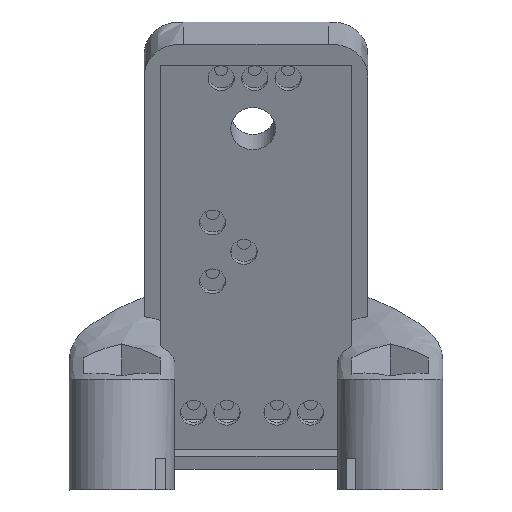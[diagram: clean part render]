
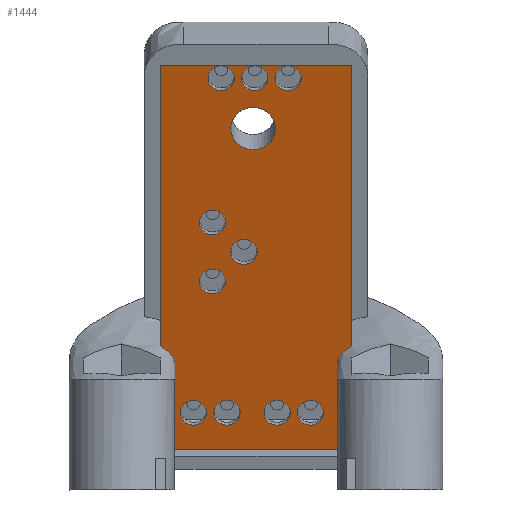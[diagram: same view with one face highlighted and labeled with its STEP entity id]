
A CAD part, top view. The second image highlights one B-rep face of the part: STEP entity #1444.
In plain terms, the highlighted planar face has unit normal (0, -0.342, 0.94).
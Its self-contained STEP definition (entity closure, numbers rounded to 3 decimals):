
#54=FACE_BOUND('',#284,.T.);
#55=FACE_BOUND('',#285,.T.);
#56=FACE_BOUND('',#286,.T.);
#57=FACE_BOUND('',#287,.T.);
#58=FACE_BOUND('',#288,.T.);
#59=FACE_BOUND('',#289,.T.);
#60=FACE_BOUND('',#290,.T.);
#61=FACE_BOUND('',#291,.T.);
#62=FACE_BOUND('',#292,.T.);
#63=FACE_BOUND('',#293,.T.);
#64=FACE_BOUND('',#294,.T.);
#78=CIRCLE('',#1515,1.7);
#81=CIRCLE('',#1522,1.);
#84=CIRCLE('',#1528,1.);
#87=CIRCLE('',#1534,1.);
#90=CIRCLE('',#1540,1.);
#93=CIRCLE('',#1546,1.);
#96=CIRCLE('',#1552,1.);
#99=CIRCLE('',#1558,1.);
#102=CIRCLE('',#1564,1.);
#105=CIRCLE('',#1570,1.);
#108=CIRCLE('',#1576,1.);
#192=FACE_OUTER_BOUND('',#283,.T.);
#283=EDGE_LOOP('',(#1294,#1295,#1296,#1297));
#284=EDGE_LOOP('',(#1298));
#285=EDGE_LOOP('',(#1299));
#286=EDGE_LOOP('',(#1300));
#287=EDGE_LOOP('',(#1301));
#288=EDGE_LOOP('',(#1302));
#289=EDGE_LOOP('',(#1303));
#290=EDGE_LOOP('',(#1304));
#291=EDGE_LOOP('',(#1305));
#292=EDGE_LOOP('',(#1306));
#293=EDGE_LOOP('',(#1307));
#294=EDGE_LOOP('',(#1308));
#330=LINE('',#2245,#448);
#339=LINE('',#2279,#457);
#345=LINE('',#2293,#463);
#392=LINE('',#2668,#510);
#448=VECTOR('',#1663,10.);
#457=VECTOR('',#1678,10.);
#463=VECTOR('',#1686,10.);
#510=VECTOR('',#1797,10.);
#616=VERTEX_POINT('',#2242);
#617=VERTEX_POINT('',#2244);
#626=VERTEX_POINT('',#2276);
#627=VERTEX_POINT('',#2278);
#672=VERTEX_POINT('',#2663);
#675=VERTEX_POINT('',#2676);
#678=VERTEX_POINT('',#2687);
#681=VERTEX_POINT('',#2698);
#684=VERTEX_POINT('',#2709);
#687=VERTEX_POINT('',#2720);
#690=VERTEX_POINT('',#2731);
#693=VERTEX_POINT('',#2742);
#696=VERTEX_POINT('',#2753);
#699=VERTEX_POINT('',#2764);
#702=VERTEX_POINT('',#2775);
#764=EDGE_CURVE('',#617,#616,#330,.F.);
#776=EDGE_CURVE('',#627,#626,#339,.T.);
#783=EDGE_CURVE('',#616,#627,#345,.T.);
#852=EDGE_CURVE('',#672,#672,#78,.F.);
#853=EDGE_CURVE('',#626,#617,#392,.F.);
#857=EDGE_CURVE('',#675,#675,#81,.T.);
#862=EDGE_CURVE('',#678,#678,#84,.T.);
#867=EDGE_CURVE('',#681,#681,#87,.T.);
#872=EDGE_CURVE('',#684,#684,#90,.T.);
#877=EDGE_CURVE('',#687,#687,#93,.T.);
#882=EDGE_CURVE('',#690,#690,#96,.T.);
#887=EDGE_CURVE('',#693,#693,#99,.T.);
#892=EDGE_CURVE('',#696,#696,#102,.T.);
#897=EDGE_CURVE('',#699,#699,#105,.T.);
#902=EDGE_CURVE('',#702,#702,#108,.T.);
#1294=ORIENTED_EDGE('',*,*,#783,.T.);
#1295=ORIENTED_EDGE('',*,*,#776,.T.);
#1296=ORIENTED_EDGE('',*,*,#853,.T.);
#1297=ORIENTED_EDGE('',*,*,#764,.T.);
#1298=ORIENTED_EDGE('',*,*,#857,.T.);
#1299=ORIENTED_EDGE('',*,*,#862,.T.);
#1300=ORIENTED_EDGE('',*,*,#867,.T.);
#1301=ORIENTED_EDGE('',*,*,#872,.T.);
#1302=ORIENTED_EDGE('',*,*,#877,.T.);
#1303=ORIENTED_EDGE('',*,*,#882,.T.);
#1304=ORIENTED_EDGE('',*,*,#887,.T.);
#1305=ORIENTED_EDGE('',*,*,#892,.T.);
#1306=ORIENTED_EDGE('',*,*,#897,.T.);
#1307=ORIENTED_EDGE('',*,*,#902,.T.);
#1308=ORIENTED_EDGE('',*,*,#852,.T.);
#1360=PLANE('',#1579);
#1444=ADVANCED_FACE('',(#192,#54,#55,#56,#57,#58,#59,#60,#61,#62,#63,#64),
#1360,.F.);
#1515=AXIS2_PLACEMENT_3D('',#2665,#1791,#1792);
#1522=AXIS2_PLACEMENT_3D('',#2677,#1807,#1808);
#1528=AXIS2_PLACEMENT_3D('',#2688,#1821,#1822);
#1534=AXIS2_PLACEMENT_3D('',#2699,#1835,#1836);
#1540=AXIS2_PLACEMENT_3D('',#2710,#1849,#1850);
#1546=AXIS2_PLACEMENT_3D('',#2721,#1863,#1864);
#1552=AXIS2_PLACEMENT_3D('',#2732,#1877,#1878);
#1558=AXIS2_PLACEMENT_3D('',#2743,#1891,#1892);
#1564=AXIS2_PLACEMENT_3D('',#2754,#1905,#1906);
#1570=AXIS2_PLACEMENT_3D('',#2765,#1919,#1920);
#1576=AXIS2_PLACEMENT_3D('',#2776,#1933,#1934);
#1579=AXIS2_PLACEMENT_3D('',#2838,#1940,#1941);
#1663=DIRECTION('',(1.,0.,0.));
#1678=DIRECTION('',(1.,0.,0.));
#1686=DIRECTION('',(0.,-0.94,-0.342));
#1791=DIRECTION('center_axis',(0.,-0.342,
0.94));
#1792=DIRECTION('ref_axis',(0.,0.94,0.342));
#1797=DIRECTION('',(0.,-0.94,-0.342));
#1807=DIRECTION('center_axis',(0.,0.342,
-0.94));
#1808=DIRECTION('ref_axis',(0.,0.94,0.342));
#1821=DIRECTION('center_axis',(0.,0.342,
-0.94));
#1822=DIRECTION('ref_axis',(0.,0.94,0.342));
#1835=DIRECTION('center_axis',(0.,0.342,
-0.94));
#1836=DIRECTION('ref_axis',(0.,0.94,0.342));
#1849=DIRECTION('center_axis',(0.,0.342,
-0.94));
#1850=DIRECTION('ref_axis',(0.,0.94,0.342));
#1863=DIRECTION('center_axis',(0.,0.342,
-0.94));
#1864=DIRECTION('ref_axis',(0.,0.94,0.342));
#1877=DIRECTION('center_axis',(0.,0.342,
-0.94));
#1878=DIRECTION('ref_axis',(0.,0.94,0.342));
#1891=DIRECTION('center_axis',(0.,0.342,
-0.94));
#1892=DIRECTION('ref_axis',(0.,0.94,0.342));
#1905=DIRECTION('center_axis',(0.,0.342,
-0.94));
#1906=DIRECTION('ref_axis',(0.,0.94,0.342));
#1919=DIRECTION('center_axis',(0.,0.342,
-0.94));
#1920=DIRECTION('ref_axis',(0.,0.94,0.342));
#1933=DIRECTION('center_axis',(0.,0.342,
-0.94));
#1934=DIRECTION('ref_axis',(0.,0.94,0.342));
#1940=DIRECTION('center_axis',(0.,0.342,
-0.94));
#1941=DIRECTION('ref_axis',(-1.,0.,0.));
#2242=CARTESIAN_POINT('',(-24.764,12.473,91.057));
#2244=CARTESIAN_POINT('',(-10.264,12.473,91.057));
#2245=CARTESIAN_POINT('',(-20.873,12.473,91.057));
#2276=CARTESIAN_POINT('',(-10.264,-17.127,80.283));
#2278=CARTESIAN_POINT('',(-24.764,-17.127,80.283));
#2279=CARTESIAN_POINT('',(-20.873,-17.127,80.283));
#2293=CARTESIAN_POINT('',(-24.764,9.325,89.911));
#2663=CARTESIAN_POINT('',(-17.734,5.578,88.547));
#2665=CARTESIAN_POINT('Origin',(-17.734,7.175,89.129));
#2668=CARTESIAN_POINT('',(-10.264,9.325,89.911));
#2676=CARTESIAN_POINT('',(-20.154,10.059,90.178));
#2677=CARTESIAN_POINT('Origin',(-20.154,10.999,90.52));
#2687=CARTESIAN_POINT('',(-17.614,10.059,90.178));
#2688=CARTESIAN_POINT('Origin',(-17.614,10.999,90.52));
#2698=CARTESIAN_POINT('',(-15.074,10.059,90.178));
#2699=CARTESIAN_POINT('Origin',(-15.074,10.999,90.52));
#2709=CARTESIAN_POINT('',(-13.374,-15.312,80.944));
#2710=CARTESIAN_POINT('Origin',(-13.374,-14.373,81.286));
#2720=CARTESIAN_POINT('',(-15.914,-15.312,80.944));
#2721=CARTESIAN_POINT('Origin',(-15.914,-14.373,81.286));
#2731=CARTESIAN_POINT('',(-19.714,-15.312,80.944));
#2732=CARTESIAN_POINT('Origin',(-19.714,-14.373,81.286));
#2742=CARTESIAN_POINT('',(-22.254,-15.312,80.944));
#2743=CARTESIAN_POINT('Origin',(-22.254,-14.373,81.286));
#2753=CARTESIAN_POINT('',(-20.81,-5.344,84.572));
#2754=CARTESIAN_POINT('Origin',(-20.81,-4.404,84.914));
#2764=CARTESIAN_POINT('',(-18.424,-3.112,85.384));
#2765=CARTESIAN_POINT('Origin',(-18.424,-2.172,85.726));
#2775=CARTESIAN_POINT('',(-20.81,-0.88,86.197));
#2776=CARTESIAN_POINT('Origin',(-20.81,0.06,86.539));
#2838=CARTESIAN_POINT('Origin',(-17.734,6.424,88.855));
